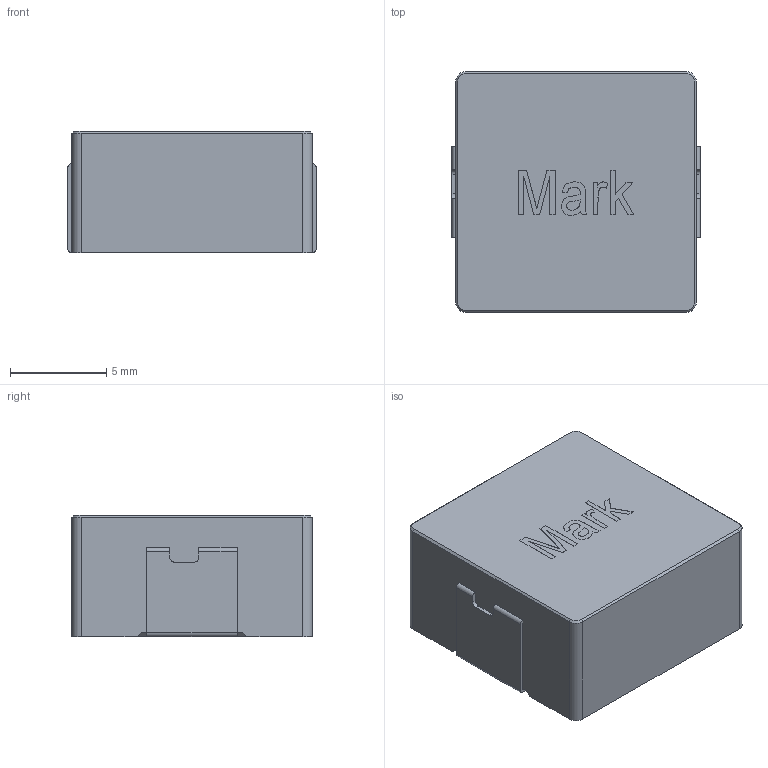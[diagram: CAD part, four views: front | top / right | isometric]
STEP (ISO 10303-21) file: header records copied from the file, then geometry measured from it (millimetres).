
FILE_DESCRIPTION(('FreeCAD Model'),'2;1');
FILE_NAME('Compound.step', '2017-03-01T10:43:55',('kicad StepUp'),('ksu MCAD'), 'Open CASCADE STEP processor 6.8','FreeCAD','Unknown');
FILE_SCHEMA(('AUTOMOTIVE_DESIGN_CC2 { 1 2 10303 214 -1 1 5 4 }'));
Length unit declared in the file: millimetre
Products named in the file (1): Compound
Bounding box: 12.9 x 12.5 x 6.3 mm (x, y, z)
Surface area: 1591 mm2
Topology: 8 solids, 8 shells, 167 faces, 446 edges, 295 vertices
Faces by surface type: plane 95, cylinder 34, extrusion 33, cone 4, bspline 1
Entity records: 9643 total; most frequent: CARTESIAN_POINT 5581, ORIENTED_EDGE 892, DIRECTION 693, EDGE_CURVE 446, VERTEX_POINT 295, VECTOR 275, LINE 242, AXIS2_PLACEMENT_3D 209
